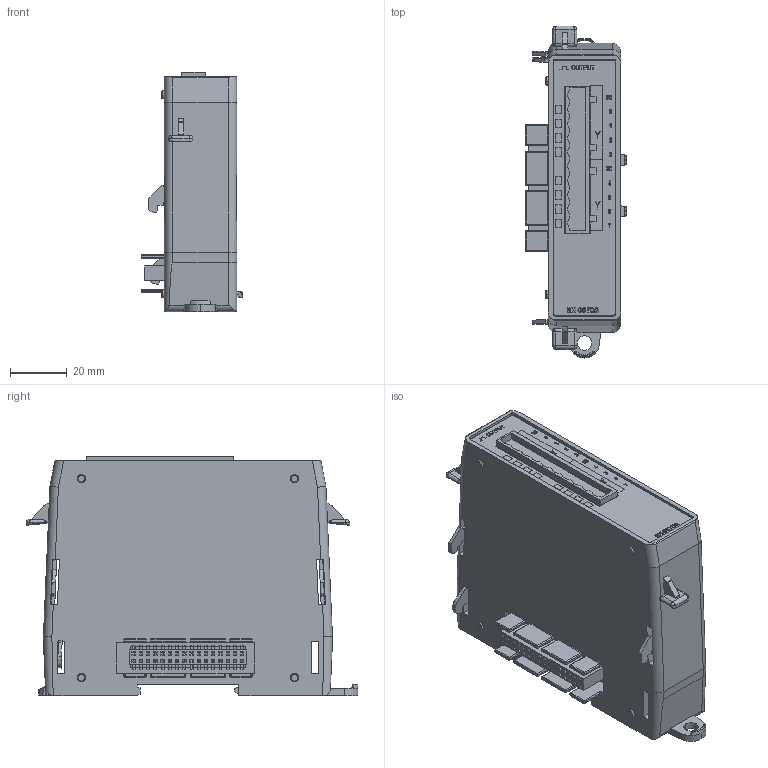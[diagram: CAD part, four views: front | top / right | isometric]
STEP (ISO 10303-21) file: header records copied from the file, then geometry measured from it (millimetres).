
FILE_DESCRIPTION (( 'STEP AP214' ), '1' );
FILE_NAME ('BX-08TD2.STEP', '2020-03-23T16:40:16', ( '' ), ( '' ), 'SwSTEP 2.0', 'SolidWorks 2017', '' );
FILE_SCHEMA (( 'AUTOMOTIVE_DESIGN' ));
Length unit declared in the file: inch
Products named in the file (1): BX-08TD2
Bounding box: 35.62 x 116.5 x 84.09 mm (x, y, z)
Volume: 189947.3 mm3; surface area: 46941.3 mm2
Topology: 22 solids, 31 shells, 3587 faces, 9331 edges, 5911 vertices
Faces by surface type: plane 2540, cylinder 563, bspline 354, torus 71, cone 35, sphere 24
Entity records: 175076 total; most frequent: CARTESIAN_POINT 43773, ORIENTED_EDGE 18634, DIRECTION 15198, EDGE_CURVE 9317, VECTOR 7272, LINE 7272, VERTEX_POINT 5909, EDGE_LOOP 3978
